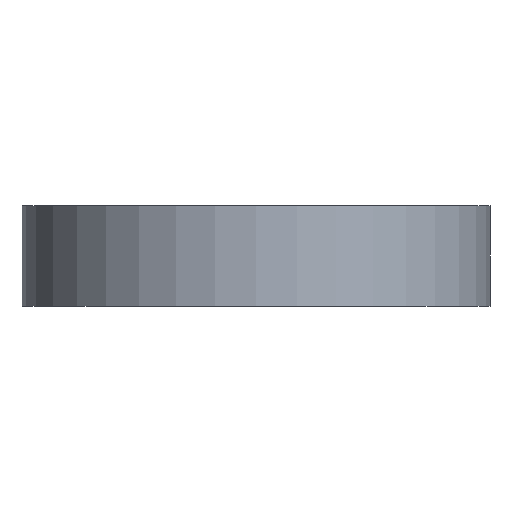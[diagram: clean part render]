
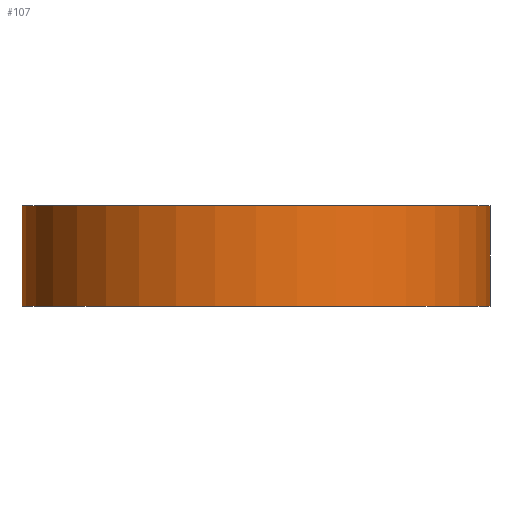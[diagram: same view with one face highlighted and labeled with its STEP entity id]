
A CAD part, front view. The second image highlights one B-rep face of the part: STEP entity #107.
In plain terms, the highlighted cylindrical face has radius 28 mm (diameter 56 mm), a partial arc.
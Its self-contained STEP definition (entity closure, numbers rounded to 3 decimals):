
#61=EDGE_CURVE('',#99,#93,#147,.T.);
#73=EDGE_CURVE('',#101,#77,#160,.T.);
#77=VERTEX_POINT('',#164);
#93=VERTEX_POINT('',#183);
#99=VERTEX_POINT('',#190);
#101=VERTEX_POINT('',#192);
#107=ADVANCED_FACE('',(#200),#201,.T.);
#121=EDGE_CURVE('',#77,#93,#217,.T.);
#125=EDGE_CURVE('',#99,#101,#221,.T.);
#147=CIRCLE('',#235,28.0);
#160=CIRCLE('',#252,28.0);
#164=CARTESIAN_POINT('',(-28.0,0.,12.0));
#183=CARTESIAN_POINT('',(-28.0,0.,0.));
#190=CARTESIAN_POINT('',(28.0,0.,0.));
#192=CARTESIAN_POINT('',(28.0,0.,12.0));
#200=FACE_OUTER_BOUND('',#298,.T.);
#201=CYLINDRICAL_SURFACE('',#299,28.0);
#217=LINE('',#320,#321);
#221=LINE('',#328,#329);
#235=AXIS2_PLACEMENT_3D('',#335,#336,#337);
#252=AXIS2_PLACEMENT_3D('',#350,#351,#352);
#298=EDGE_LOOP('',(#407,#408,#409,#410));
#299=AXIS2_PLACEMENT_3D('',#411,#412,#413);
#320=CARTESIAN_POINT('',(-28.0,0.,6.));
#321=VECTOR('',#429,1.0);
#328=CARTESIAN_POINT('',(28.0,0.,6.));
#329=VECTOR('',#431,1.0);
#335=CARTESIAN_POINT('',(0.0,0.,0.));
#336=DIRECTION('',(-0.0,0.0,-1.0));
#337=DIRECTION('',(-1.0,0.,0.0));
#350=CARTESIAN_POINT('',(0.0,0.,12.0));
#351=DIRECTION('',(-0.0,0.0,-1.0));
#352=DIRECTION('',(-1.0,0.,0.0));
#407=ORIENTED_EDGE('',*,*,#121,.T.);
#408=ORIENTED_EDGE('',*,*,#61,.F.);
#409=ORIENTED_EDGE('',*,*,#125,.T.);
#410=ORIENTED_EDGE('',*,*,#73,.T.);
#411=CARTESIAN_POINT('',(0.0,0.,6.));
#412=DIRECTION('',(0.0,-0.0,1.0));
#413=DIRECTION('',(-1.0,0.,0.0));
#429=DIRECTION('',(0.0,0.0,-1.0));
#431=DIRECTION('',(-0.0,-0.0,1.0));
